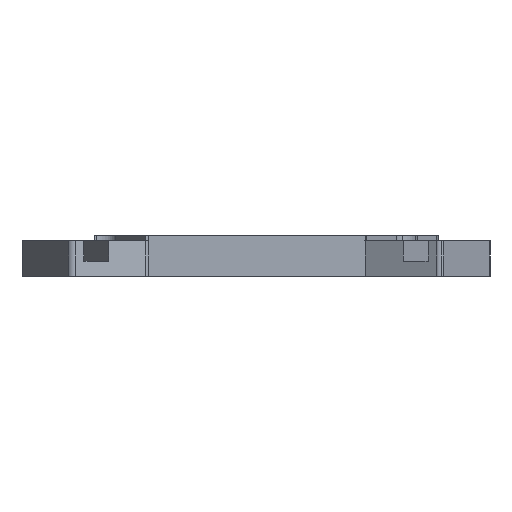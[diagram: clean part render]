
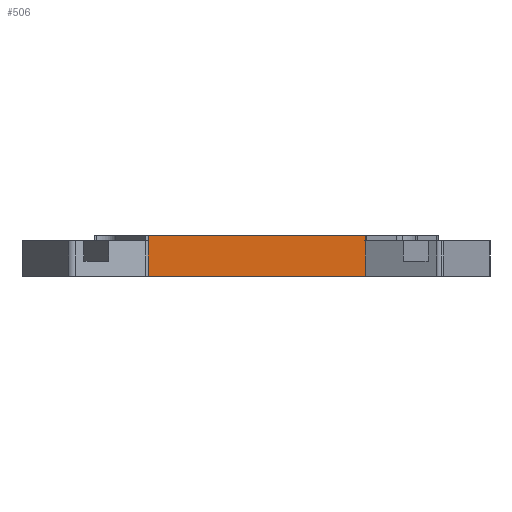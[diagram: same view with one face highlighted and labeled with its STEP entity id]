
A CAD part, left-side view. The second image highlights one B-rep face of the part: STEP entity #506.
In plain terms, the highlighted planar face has unit normal (-1, 0, 0).
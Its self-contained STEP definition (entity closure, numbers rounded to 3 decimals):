
#49 = DIRECTION ( 'NONE',  ( 0., 0., -1. ) ) ;
#66 = DIRECTION ( 'NONE',  ( 0., 0., -1. ) ) ;
#205 = VECTOR ( 'NONE', #2369, 1000. ) ;
#256 = LINE ( 'NONE', #1600, #2652 ) ;
#284 = CARTESIAN_POINT ( 'NONE',  ( -24., -21.569, 8. ) ) ;
#287 = VERTEX_POINT ( 'NONE', #820 ) ;
#478 = CARTESIAN_POINT ( 'NONE',  ( -24., 21.301, 0. ) ) ;
#486 = CARTESIAN_POINT ( 'NONE',  ( -24., 21.569, 8. ) ) ;
#500 = ORIENTED_EDGE ( 'NONE', *, *, #879, .T. ) ;
#506 = ADVANCED_FACE ( 'NONE', ( #707 ), #1602, .F. ) ;
#526 = VERTEX_POINT ( 'NONE', #1695 ) ;
#557 = LINE ( 'NONE', #590, #205 ) ;
#590 = CARTESIAN_POINT ( 'NONE',  ( -24., 21.569, 8. ) ) ;
#707 = FACE_OUTER_BOUND ( 'NONE', #2787, .T. ) ;
#820 = CARTESIAN_POINT ( 'NONE',  ( -24., 21.301, 8. ) ) ;
#879 = EDGE_CURVE ( 'NONE', #287, #2362, #963, .T. ) ;
#949 = ORIENTED_EDGE ( 'NONE', *, *, #1450, .F. ) ;
#963 = LINE ( 'NONE', #2539, #2087 ) ;
#1004 = CARTESIAN_POINT ( 'NONE',  ( -24., -21.569, 0. ) ) ;
#1133 = ORIENTED_EDGE ( 'NONE', *, *, #1449, .F. ) ;
#1160 = DIRECTION ( 'NONE',  ( 0., -1., 0. ) ) ;
#1270 = EDGE_CURVE ( 'NONE', #2362, #2063, #256, .T. ) ;
#1285 = ORIENTED_EDGE ( 'NONE', *, *, #1270, .T. ) ;
#1382 = DIRECTION ( 'NONE',  ( 1., 0., 0. ) ) ;
#1449 = EDGE_CURVE ( 'NONE', #526, #2063, #2106, .T. ) ;
#1450 = EDGE_CURVE ( 'NONE', #287, #526, #557, .T. ) ;
#1600 = CARTESIAN_POINT ( 'NONE',  ( -24., 21.569, 0. ) ) ;
#1602 = PLANE ( 'NONE',  #1610 ) ;
#1610 = AXIS2_PLACEMENT_3D ( 'NONE', #486, #1382, #1160 ) ;
#1695 = CARTESIAN_POINT ( 'NONE',  ( -24., -21.569, 8. ) ) ;
#1719 = VECTOR ( 'NONE', #66, 1000. ) ;
#1852 = DIRECTION ( 'NONE',  ( 0., -1., 0. ) ) ;
#2063 = VERTEX_POINT ( 'NONE', #1004 ) ;
#2087 = VECTOR ( 'NONE', #49, 1000. ) ;
#2106 = LINE ( 'NONE', #284, #1719 ) ;
#2362 = VERTEX_POINT ( 'NONE', #478 ) ;
#2369 = DIRECTION ( 'NONE',  ( 0., -1., 0. ) ) ;
#2539 = CARTESIAN_POINT ( 'NONE',  ( -24., 21.301, 0. ) ) ;
#2652 = VECTOR ( 'NONE', #1852, 1000. ) ;
#2787 = EDGE_LOOP ( 'NONE', ( #949, #500, #1285, #1133 ) ) ;
